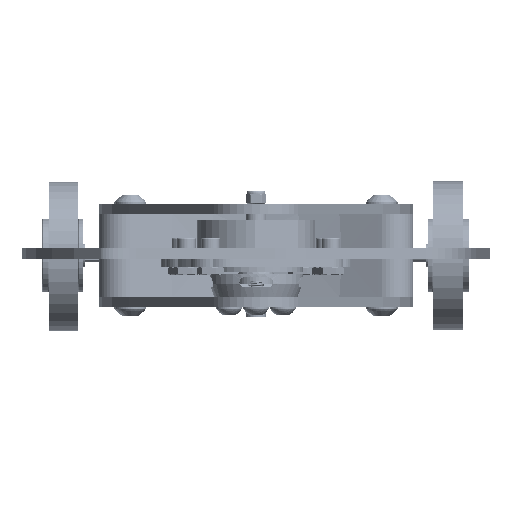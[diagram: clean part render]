
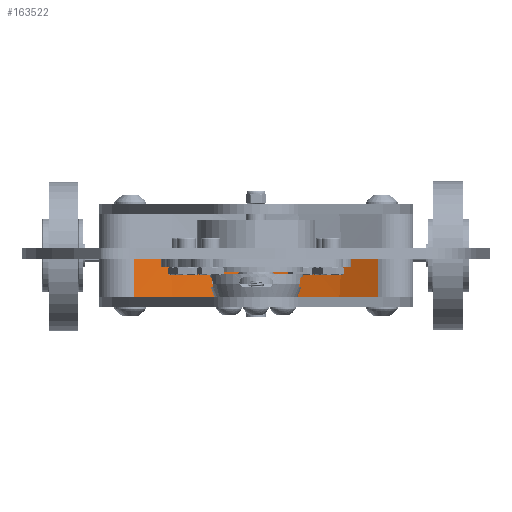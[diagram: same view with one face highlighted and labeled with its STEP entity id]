
A CAD part, left-side view. The second image highlights one B-rep face of the part: STEP entity #163522.
In plain terms, the highlighted cylindrical face has radius 76.2 mm (diameter 152.4 mm), a partial arc.
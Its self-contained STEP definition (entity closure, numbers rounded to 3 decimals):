
#162152 = VERTEX_POINT('',#162153);
#162153 = CARTESIAN_POINT('',(140.256,4.874,
    6.));
#162159 = EDGE_CURVE('',#162160,#162152,#162162,.T.);
#162160 = VERTEX_POINT('',#162161);
#162161 = CARTESIAN_POINT('',(140.256,-0.206,
    6.));
#162162 = CIRCLE('',#162163,76.2);
#162163 = AXIS2_PLACEMENT_3D('',#162164,#162165,#162166);
#162164 = CARTESIAN_POINT('',(64.098,2.334,
    6.));
#162165 = DIRECTION('',(0.,-0.,1.));
#162166 = DIRECTION('',(0.,1.,0.));
#162786 = VERTEX_POINT('',#162787);
#162787 = CARTESIAN_POINT('',(131.002,-34.14,
    1.5));
#162794 = EDGE_CURVE('',#162786,#162795,#162797,.T.);
#162795 = VERTEX_POINT('',#162796);
#162796 = CARTESIAN_POINT('',(131.002,38.809,
    1.5));
#162797 = CIRCLE('',#162798,76.2);
#162798 = AXIS2_PLACEMENT_3D('',#162799,#162800,#162801);
#162799 = CARTESIAN_POINT('',(64.098,2.334,
    1.5));
#162800 = DIRECTION('',(0.,-0.,1.));
#162801 = DIRECTION('',(0.,1.,0.));
#162885 = EDGE_CURVE('',#162886,#162888,#162890,.T.);
#162886 = VERTEX_POINT('',#162887);
#162887 = CARTESIAN_POINT('',(131.002,-34.14,
    14.));
#162888 = VERTEX_POINT('',#162889);
#162889 = CARTESIAN_POINT('',(140.256,-0.206,
    14.));
#162890 = CIRCLE('',#162891,76.2);
#162891 = AXIS2_PLACEMENT_3D('',#162892,#162893,#162894);
#162892 = CARTESIAN_POINT('',(64.098,2.334,
    14.));
#162893 = DIRECTION('',(0.,-0.,1.));
#162894 = DIRECTION('',(0.,1.,0.));
#163457 = VERTEX_POINT('',#163458);
#163458 = CARTESIAN_POINT('',(131.002,38.809,
    14.));
#163465 = EDGE_CURVE('',#163466,#163457,#163468,.T.);
#163466 = VERTEX_POINT('',#163467);
#163467 = CARTESIAN_POINT('',(140.256,4.874,
    14.));
#163468 = CIRCLE('',#163469,76.2);
#163469 = AXIS2_PLACEMENT_3D('',#163470,#163471,#163472);
#163470 = CARTESIAN_POINT('',(64.098,2.334,
    14.));
#163471 = DIRECTION('',(0.,-0.,1.));
#163472 = DIRECTION('',(0.,1.,0.));
#163522 = ADVANCED_FACE('',(#163523),#163553,.F.);
#163523 = FACE_BOUND('',#163524,.F.);
#163524 = EDGE_LOOP('',(#163525,#163531,#163532,#163538,#163539,#163545,
    #163546,#163552));
#163525 = ORIENTED_EDGE('',*,*,#163526,.F.);
#163526 = EDGE_CURVE('',#163457,#162795,#163527,.T.);
#163527 = LINE('',#163528,#163529);
#163528 = CARTESIAN_POINT('',(131.002,38.809,
    14.));
#163529 = VECTOR('',#163530,1.);
#163530 = DIRECTION('',(0.,0.,-1.));
#163531 = ORIENTED_EDGE('',*,*,#163465,.F.);
#163532 = ORIENTED_EDGE('',*,*,#163533,.T.);
#163533 = EDGE_CURVE('',#163466,#162152,#163534,.T.);
#163534 = LINE('',#163535,#163536);
#163535 = CARTESIAN_POINT('',(140.256,4.874,
    14.));
#163536 = VECTOR('',#163537,1.);
#163537 = DIRECTION('',(0.,0.,-1.));
#163538 = ORIENTED_EDGE('',*,*,#162159,.F.);
#163539 = ORIENTED_EDGE('',*,*,#163540,.F.);
#163540 = EDGE_CURVE('',#162888,#162160,#163541,.T.);
#163541 = LINE('',#163542,#163543);
#163542 = CARTESIAN_POINT('',(140.256,-0.206,
    14.));
#163543 = VECTOR('',#163544,1.);
#163544 = DIRECTION('',(0.,0.,-1.));
#163545 = ORIENTED_EDGE('',*,*,#162885,.F.);
#163546 = ORIENTED_EDGE('',*,*,#163547,.T.);
#163547 = EDGE_CURVE('',#162886,#162786,#163548,.T.);
#163548 = LINE('',#163549,#163550);
#163549 = CARTESIAN_POINT('',(131.002,-34.14,
    14.));
#163550 = VECTOR('',#163551,1.);
#163551 = DIRECTION('',(0.,0.,-1.));
#163552 = ORIENTED_EDGE('',*,*,#162794,.T.);
#163553 = CYLINDRICAL_SURFACE('',#163554,76.2);
#163554 = AXIS2_PLACEMENT_3D('',#163555,#163556,#163557);
#163555 = CARTESIAN_POINT('',(64.098,2.334,
    14.));
#163556 = DIRECTION('',(0.,0.,-1.));
#163557 = DIRECTION('',(0.,-1.,0.));
